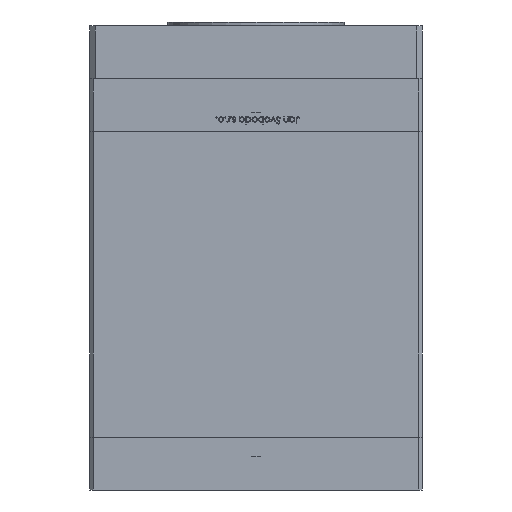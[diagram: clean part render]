
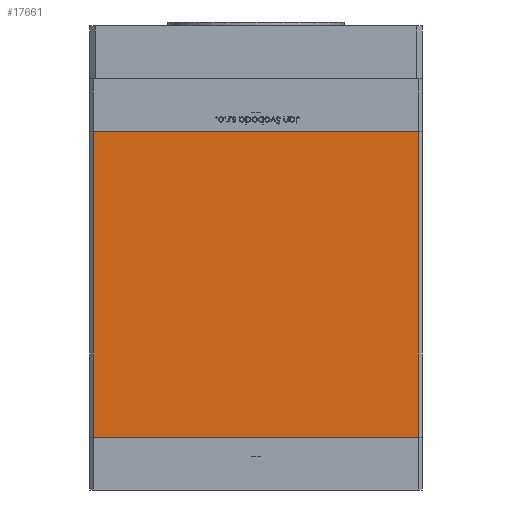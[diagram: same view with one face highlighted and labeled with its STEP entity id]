
A CAD part, front view. The second image highlights one B-rep face of the part: STEP entity #17661.
In plain terms, the highlighted planar face has unit normal (0, -1, 0).
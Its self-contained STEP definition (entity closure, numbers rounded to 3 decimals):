
#1624 = VECTOR ( 'NONE', #37772, 1000. ) ;
#2164 = DIRECTION ( 'NONE',  ( 0., 1., 0. ) ) ;
#3251 = ORIENTED_EDGE ( 'NONE', *, *, #26658, .F. ) ;
#4229 = VERTEX_POINT ( 'NONE', #48384 ) ;
#6753 = DIRECTION ( 'NONE',  ( 0., 0., 1. ) ) ;
#10888 = ORIENTED_EDGE ( 'NONE', *, *, #21241, .T. ) ;
#10913 = LINE ( 'NONE', #31752, #29254 ) ;
#12392 = EDGE_CURVE ( 'NONE', #4229, #32074, #10913, .T. ) ;
#14411 = DIRECTION ( 'NONE',  ( 1., 0., 0. ) ) ;
#16437 = EDGE_LOOP ( 'NONE', ( #25000, #28457, #3251, #10888 ) ) ;
#17661 = ADVANCED_FACE ( 'NONE', ( #39263 ), #23519, .F. ) ;
#19195 = CARTESIAN_POINT ( 'NONE',  ( -83., -72.5, 156. ) ) ;
#20207 = EDGE_CURVE ( 'NONE', #36478, #32074, #26105, .T. ) ;
#21241 = EDGE_CURVE ( 'NONE', #52588, #4229, #33788, .T. ) ;
#21745 = CARTESIAN_POINT ( 'NONE',  ( 83., -72.5, 0. ) ) ;
#23097 = DIRECTION ( 'NONE',  ( 1., 0., 0. ) ) ;
#23519 = PLANE ( 'NONE',  #41662 ) ;
#24854 = CARTESIAN_POINT ( 'NONE',  ( -83., -72.5, 156. ) ) ;
#25000 = ORIENTED_EDGE ( 'NONE', *, *, #12392, .T. ) ;
#26105 = LINE ( 'NONE', #46424, #1624 ) ;
#26658 = EDGE_CURVE ( 'NONE', #52588, #36478, #51516, .T. ) ;
#26927 = VECTOR ( 'NONE', #14411, 1000. ) ;
#28457 = ORIENTED_EDGE ( 'NONE', *, *, #20207, .F. ) ;
#28910 = DIRECTION ( 'NONE',  ( 0., 0., -1. ) ) ;
#29254 = VECTOR ( 'NONE', #23097, 1000. ) ;
#31752 = CARTESIAN_POINT ( 'NONE',  ( -83., -72.5, 0. ) ) ;
#32066 = CARTESIAN_POINT ( 'NONE',  ( -83., -72.5, 156. ) ) ;
#32074 = VERTEX_POINT ( 'NONE', #21745 ) ;
#33788 = LINE ( 'NONE', #24854, #43173 ) ;
#36478 = VERTEX_POINT ( 'NONE', #51392 ) ;
#37772 = DIRECTION ( 'NONE',  ( 0., 0., -1. ) ) ;
#39263 = FACE_OUTER_BOUND ( 'NONE', #16437, .T. ) ;
#41662 = AXIS2_PLACEMENT_3D ( 'NONE', #19195, #2164, #6753 ) ;
#42596 = CARTESIAN_POINT ( 'NONE',  ( -83., -72.5, 156. ) ) ;
#43173 = VECTOR ( 'NONE', #28910, 1000. ) ;
#46424 = CARTESIAN_POINT ( 'NONE',  ( 83., -72.5, 156. ) ) ;
#48384 = CARTESIAN_POINT ( 'NONE',  ( -83., -72.5, 0. ) ) ;
#51392 = CARTESIAN_POINT ( 'NONE',  ( 83., -72.5, 156. ) ) ;
#51516 = LINE ( 'NONE', #42596, #26927 ) ;
#52588 = VERTEX_POINT ( 'NONE', #32066 ) ;
